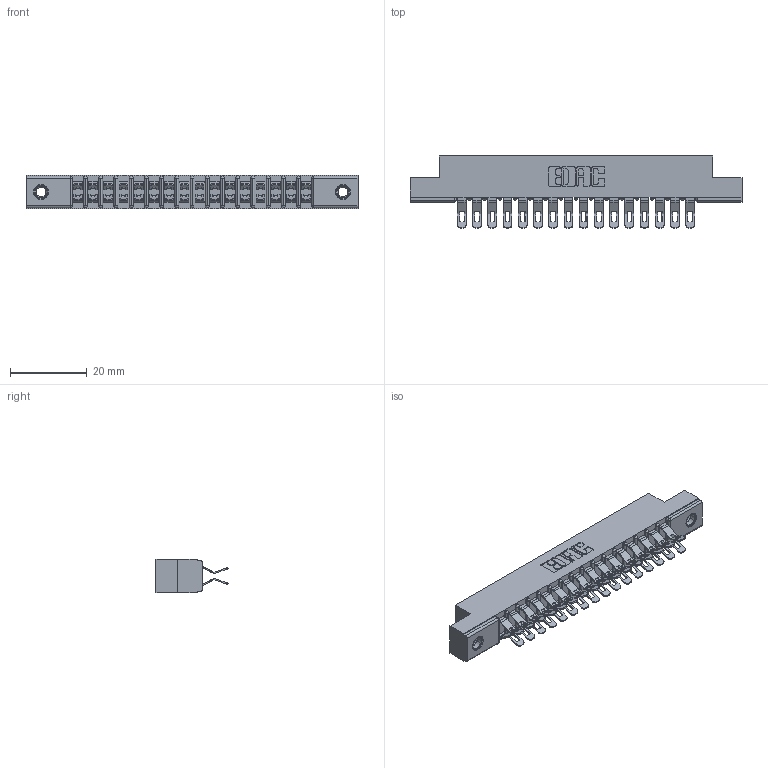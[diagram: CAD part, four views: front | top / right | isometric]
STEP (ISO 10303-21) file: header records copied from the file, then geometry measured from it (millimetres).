
FILE_DESCRIPTION (( 'STEP AP203' ), '1' );
FILE_NAME ('307-032-555-207.STEP', '2019-09-06T01:44:50', ( '' ), ( '' ), 'SwSTEP 2.0', 'SolidWorks 2016', '' );
FILE_SCHEMA (( 'CONFIG_CONTROL_DESIGN' ));
Length unit declared in the file: inch
Products named in the file (4): 307 Part_.156 Dia Mounting Holes; 345-250-001_345-250-005-103; 307-032-555-207; 307-290-001_555
Assembly tree (35 placements, depth 2):
  307-032-555-207
    307 Part_.156 Dia Mounting Holes
    307-290-001_555  x32
    345-250-001_345-250-005-103  x2
Bounding box: 86.41 x 18.75 x 8.71 mm (x, y, z)
Volume: 5734.7 mm3; surface area: 10380.7 mm2
Topology: 35 solids, 35 shells, 2147 faces, 6251 edges, 4070 vertices
Faces by surface type: plane 1190, cylinder 907, sphere 34, cone 12, torus 4
Entity records: 19156 total; most frequent: CARTESIAN_POINT 3131, ORIENTED_EDGE 3096, DIRECTION 3094, EDGE_CURVE 1548, VECTOR 1164, LINE 1164, VERTEX_POINT 1002, AXIS2_PLACEMENT_3D 965
